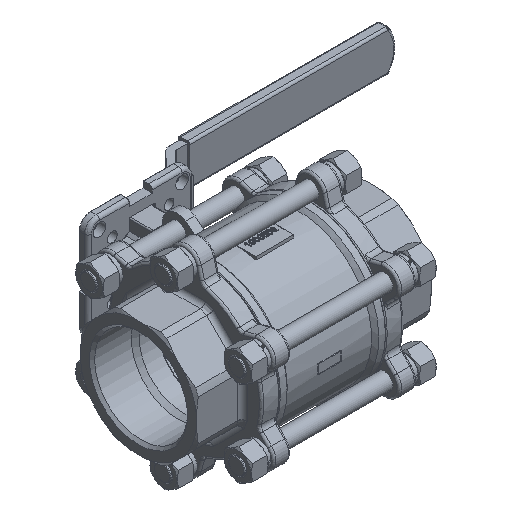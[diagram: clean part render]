
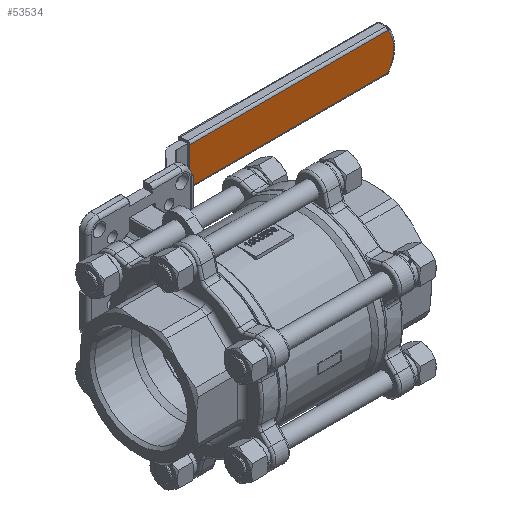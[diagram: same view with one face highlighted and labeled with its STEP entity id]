
A CAD part, isometric view. The second image highlights one B-rep face of the part: STEP entity #53534.
In plain terms, the highlighted planar face has unit normal (0, -1, 0).
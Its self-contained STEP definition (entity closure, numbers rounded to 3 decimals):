
#1229 = CARTESIAN_POINT ( 'NONE',  ( 260.055, 145.193, 16. ) ) ;
#2181 = CARTESIAN_POINT ( 'NONE',  ( 260.055, 145.193, -16. ) ) ;
#2670 = EDGE_CURVE ( 'NONE', #22995, #11500, #5238, .T. ) ;
#3950 = CARTESIAN_POINT ( 'NONE',  ( 238.307, 145.193, -16. ) ) ;
#5238 = LINE ( 'NONE', #13891, #49744 ) ;
#6798 = CARTESIAN_POINT ( 'NONE',  ( 87.307, 145.193, 16. ) ) ;
#8163 = DIRECTION ( 'NONE',  ( 0., 1., 0. ) ) ;
#9785 = VERTEX_POINT ( 'NONE', #1229 ) ;
#11500 = VERTEX_POINT ( 'NONE', #6798 ) ;
#11776 = EDGE_CURVE ( 'NONE', #11500, #9785, #19384, .T. ) ;
#13119 = DIRECTION ( 'NONE',  ( 0., 0., 1. ) ) ;
#13891 = CARTESIAN_POINT ( 'NONE',  ( 87.307, 145.193, 0. ) ) ;
#16501 = AXIS2_PLACEMENT_3D ( 'NONE', #21799, #8163, #30729 ) ;
#17821 = EDGE_CURVE ( 'NONE', #9785, #18188, #56822, .T. ) ;
#18188 = VERTEX_POINT ( 'NONE', #2181 ) ;
#19384 = LINE ( 'NONE', #54597, #44316 ) ;
#19637 = EDGE_CURVE ( 'NONE', #18188, #22995, #33612, .T. ) ;
#21799 = CARTESIAN_POINT ( 'NONE',  ( 238.307, 145.193, 0. ) ) ;
#22995 = VERTEX_POINT ( 'NONE', #30189 ) ;
#23681 = DIRECTION ( 'NONE',  ( 1., 0., 0. ) ) ;
#26000 = CARTESIAN_POINT ( 'NONE',  ( 267.318, 145.193, -6.128 ) ) ;
#27608 = ORIENTED_EDGE ( 'NONE', *, *, #17821, .F. ) ;
#30189 = CARTESIAN_POINT ( 'NONE',  ( 87.307, 145.193, -16. ) ) ;
#30729 = DIRECTION ( 'NONE',  ( 0., 0., 1. ) ) ;
#33495 = ORIENTED_EDGE ( 'NONE', *, *, #2670, .F. ) ;
#33612 = LINE ( 'NONE', #3950, #52972 ) ;
#40859 = ORIENTED_EDGE ( 'NONE', *, *, #19637, .F. ) ;
#44316 = VECTOR ( 'NONE', #23681, 1000. ) ;
#48096 = CARTESIAN_POINT ( 'NONE',  ( 260.055, 145.193, 16. ) ) ;
#48657 = DIRECTION ( 'NONE',  ( -1., 0., 0. ) ) ;
#49744 = VECTOR ( 'NONE', #13119, 1000. ) ;
#51199 = EDGE_LOOP ( 'NONE', ( #51948, #33495, #40859, #27608 ) ) ;
#51948 = ORIENTED_EDGE ( 'NONE', *, *, #11776, .F. ) ;
#52494 = CARTESIAN_POINT ( 'NONE',  ( 267.318, 145.193, 6.128 ) ) ;
#52972 = VECTOR ( 'NONE', #48657, 1000. ) ;
#53534 = ADVANCED_FACE ( 'NONE', ( #57527 ), #57194, .F. ) ;
#54597 = CARTESIAN_POINT ( 'NONE',  ( 238.307, 145.193, 16. ) ) ;
#56822 =( BOUNDED_CURVE ( )  B_SPLINE_CURVE ( 3, ( #48096, #52494, #26000, #56943 ),
 .UNSPECIFIED., .F., .F. ) 
 B_SPLINE_CURVE_WITH_KNOTS ( ( 4, 4 ),
 ( 0., 1. ),
 .UNSPECIFIED. ) 
 CURVE ( )  GEOMETRIC_REPRESENTATION_ITEM ( )  RATIONAL_B_SPLINE_CURVE ( ( 1., 0.87, 0.87, 1. ) ) 
 REPRESENTATION_ITEM ( '' )  );
#56943 = CARTESIAN_POINT ( 'NONE',  ( 260.055, 145.193, -16. ) ) ;
#57194 = PLANE ( 'NONE',  #16501 ) ;
#57527 = FACE_OUTER_BOUND ( 'NONE', #51199, .T. ) ;
